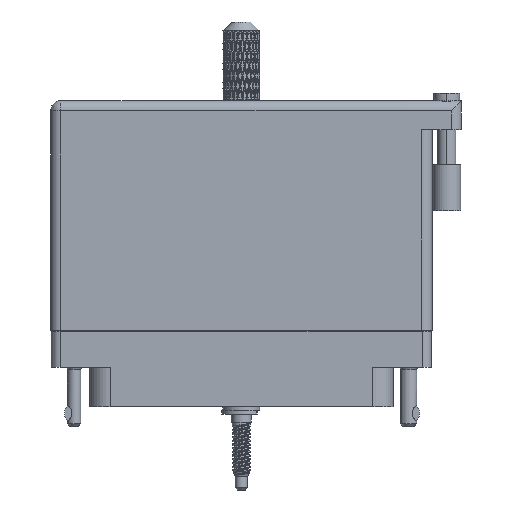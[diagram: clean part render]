
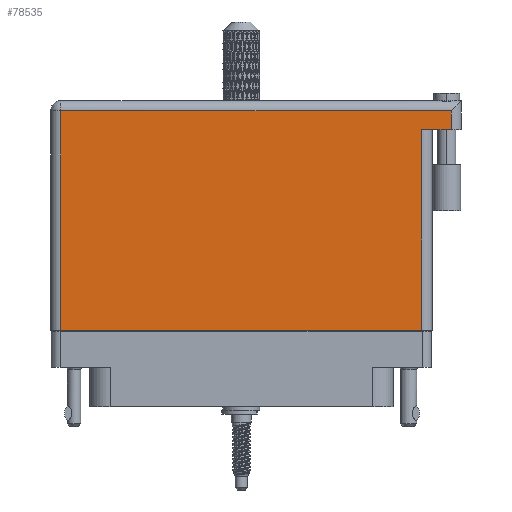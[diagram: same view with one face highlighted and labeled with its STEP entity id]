
A CAD part, front view. The second image highlights one B-rep face of the part: STEP entity #78535.
In plain terms, the highlighted face is planar.
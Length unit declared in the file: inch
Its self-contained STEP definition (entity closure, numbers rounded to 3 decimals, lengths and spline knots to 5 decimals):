
#3288 = CARTESIAN_POINT ( 'NONE',  ( 1.23, 1.269, 0.4495 ) ) ;
#3651 = VECTOR ( 'NONE', #65294, 39.37008 ) ;
#4098 = EDGE_CURVE ( 'NONE', #110400, #98177, #78107, .T. ) ;
#6580 = LINE ( 'NONE', #55348, #3651 ) ;
#7504 = LINE ( 'NONE', #25502, #61997 ) ;
#9645 = EDGE_LOOP ( 'NONE', ( #72614, #17799, #16215, #37490, #111199, #74940 ) ) ;
#12218 = EDGE_CURVE ( 'NONE', #72899, #55498, #32226, .T. ) ;
#16215 = ORIENTED_EDGE ( 'NONE', *, *, #102904, .F. ) ;
#17799 = ORIENTED_EDGE ( 'NONE', *, *, #72302, .T. ) ;
#22869 = CARTESIAN_POINT ( 'NONE',  ( -1.23, -0.1, 0.4495 ) ) ;
#25502 = CARTESIAN_POINT ( 'NONE',  ( -1.3, -0.1, 0.4495 ) ) ;
#32226 = LINE ( 'NONE', #87897, #97083 ) ;
#34187 = DIRECTION ( 'NONE',  ( 1., 0., 0. ) ) ;
#37490 = ORIENTED_EDGE ( 'NONE', *, *, #12218, .T. ) ;
#37658 = CARTESIAN_POINT ( 'NONE',  ( 1.43, 1.269, 0.4495 ) ) ;
#38229 = VECTOR ( 'NONE', #78457, 39.37008 ) ;
#38427 = VECTOR ( 'NONE', #111210, 39.37008 ) ;
#42352 = VERTEX_POINT ( 'NONE', #95870 ) ;
#47834 = EDGE_CURVE ( 'NONE', #98177, #42352, #7504, .T. ) ;
#55348 = CARTESIAN_POINT ( 'NONE',  ( -1.3, 1.396, 0.4495 ) ) ;
#55498 = VERTEX_POINT ( 'NONE', #61306 ) ;
#56317 = VECTOR ( 'NONE', #59292, 39.37008 ) ;
#56588 = EDGE_CURVE ( 'NONE', #55498, #110400, #6580, .T. ) ;
#59292 = DIRECTION ( 'NONE',  ( 0., 1., 0. ) ) ;
#61306 = CARTESIAN_POINT ( 'NONE',  ( 1.43, 1.396, 0.4495 ) ) ;
#61997 = VECTOR ( 'NONE', #34187, 39.37008 ) ;
#62108 = DIRECTION ( 'NONE',  ( -1., 0., 0. ) ) ;
#62217 = CARTESIAN_POINT ( 'NONE',  ( -1.23, 1.396, 0.4495 ) ) ;
#62911 = PLANE ( 'NONE',  #74062 ) ;
#65294 = DIRECTION ( 'NONE',  ( -1., 0., 0. ) ) ;
#66000 = VERTEX_POINT ( 'NONE', #98410 ) ;
#72009 = CARTESIAN_POINT ( 'NONE',  ( -1.3, 1.466, 0.4495 ) ) ;
#72302 = EDGE_CURVE ( 'NONE', #42352, #66000, #91644, .T. ) ;
#72614 = ORIENTED_EDGE ( 'NONE', *, *, #47834, .T. ) ;
#72899 = VERTEX_POINT ( 'NONE', #37658 ) ;
#74062 = AXIS2_PLACEMENT_3D ( 'NONE', #72009, #81413, #62108 ) ;
#74940 = ORIENTED_EDGE ( 'NONE', *, *, #4098, .T. ) ;
#78107 = LINE ( 'NONE', #88693, #38229 ) ;
#78457 = DIRECTION ( 'NONE',  ( 0., -1., 0. ) ) ;
#78535 = ADVANCED_FACE ( 'NONE', ( #99576 ), #62911, .F. ) ;
#81413 = DIRECTION ( 'NONE',  ( 0., 0., -1. ) ) ;
#85518 = LINE ( 'NONE', #111616, #38427 ) ;
#87505 = DIRECTION ( 'NONE',  ( 0., 1., 0. ) ) ;
#87897 = CARTESIAN_POINT ( 'NONE',  ( 1.43, 1.466, 0.4495 ) ) ;
#88693 = CARTESIAN_POINT ( 'NONE',  ( -1.23, -0.1, 0.4495 ) ) ;
#91644 = LINE ( 'NONE', #3288, #56317 ) ;
#95870 = CARTESIAN_POINT ( 'NONE',  ( 1.23, -0.1, 0.4495 ) ) ;
#97083 = VECTOR ( 'NONE', #87505, 39.37008 ) ;
#98177 = VERTEX_POINT ( 'NONE', #22869 ) ;
#98410 = CARTESIAN_POINT ( 'NONE',  ( 1.23, 1.269, 0.4495 ) ) ;
#99576 = FACE_OUTER_BOUND ( 'NONE', #9645, .T. ) ;
#102904 = EDGE_CURVE ( 'NONE', #72899, #66000, #85518, .T. ) ;
#110400 = VERTEX_POINT ( 'NONE', #62217 ) ;
#111199 = ORIENTED_EDGE ( 'NONE', *, *, #56588, .T. ) ;
#111210 = DIRECTION ( 'NONE',  ( -1., 0., 0. ) ) ;
#111616 = CARTESIAN_POINT ( 'NONE',  ( 1.5, 1.269, 0.4495 ) ) ;
